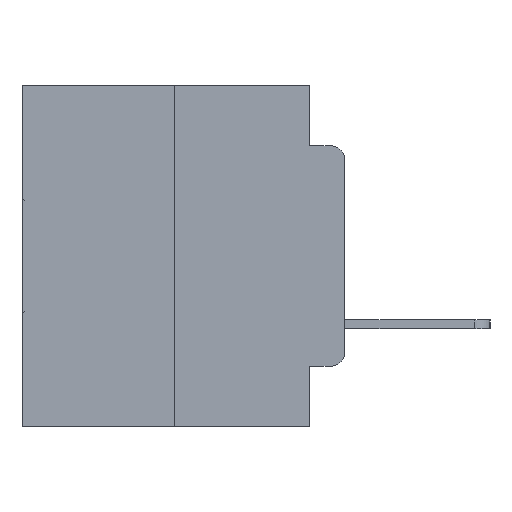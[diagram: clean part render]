
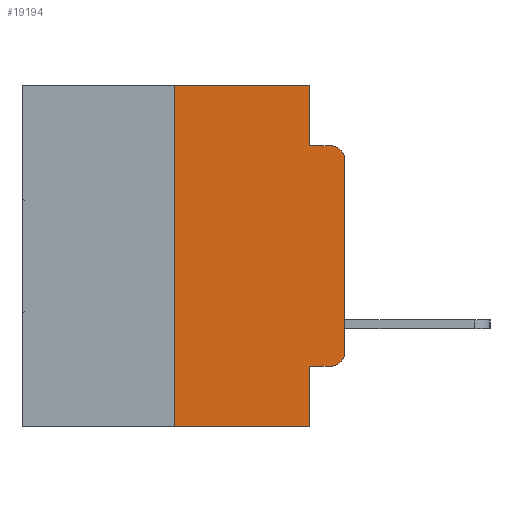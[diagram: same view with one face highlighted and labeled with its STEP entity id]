
A CAD part, left-side view. The second image highlights one B-rep face of the part: STEP entity #19194.
In plain terms, the highlighted planar face has unit normal (-1, 0, 0).
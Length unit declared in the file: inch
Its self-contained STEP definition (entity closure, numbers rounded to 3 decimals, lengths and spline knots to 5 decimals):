
#270 = VERTEX_POINT ( 'NONE', #24307 ) ;
#658 = CARTESIAN_POINT ( 'NONE',  ( 0., 0.051, 0. ) ) ;
#1259 = VERTEX_POINT ( 'NONE', #19042 ) ;
#1671 = CIRCLE ( 'NONE', #8457, 0.02 ) ;
#1689 = DIRECTION ( 'NONE',  ( 0., 0., -1. ) ) ;
#1837 = CARTESIAN_POINT ( 'NONE',  ( 0., 0.051, -0.4115 ) ) ;
#2056 = EDGE_CURVE ( 'NONE', #23040, #5803, #15097, .T. ) ;
#2333 = VERTEX_POINT ( 'NONE', #17651 ) ;
#3255 = VECTOR ( 'NONE', #15761, 39.37008 ) ;
#3369 = VECTOR ( 'NONE', #25623, 39.37008 ) ;
#3506 = CARTESIAN_POINT ( 'NONE',  ( 0., 0.051, -0.4115 ) ) ;
#3754 = VERTEX_POINT ( 'NONE', #22103 ) ;
#4335 = EDGE_CURVE ( 'NONE', #3754, #270, #16542, .T. ) ;
#4779 = EDGE_CURVE ( 'NONE', #1259, #3754, #10082, .T. ) ;
#5311 = EDGE_CURVE ( 'NONE', #5926, #18238, #23807, .T. ) ;
#5803 = VERTEX_POINT ( 'NONE', #25335 ) ;
#5926 = VERTEX_POINT ( 'NONE', #20611 ) ;
#6322 = LINE ( 'NONE', #23421, #11351 ) ;
#7203 = ORIENTED_EDGE ( 'NONE', *, *, #2056, .T. ) ;
#7975 = ORIENTED_EDGE ( 'NONE', *, *, #14504, .T. ) ;
#8061 = EDGE_CURVE ( 'NONE', #1259, #2333, #26724, .T. ) ;
#8457 = AXIS2_PLACEMENT_3D ( 'NONE', #8776, #23784, #10906 ) ;
#8480 = CARTESIAN_POINT ( 'NONE',  ( 0., 0., -0.3915 ) ) ;
#8776 = CARTESIAN_POINT ( 'NONE',  ( 0., 0.02, -0.3915 ) ) ;
#8832 = ORIENTED_EDGE ( 'NONE', *, *, #5311, .F. ) ;
#8998 = CARTESIAN_POINT ( 'NONE',  ( 0., 0.02, -0.4115 ) ) ;
#9790 = ORIENTED_EDGE ( 'NONE', *, *, #12517, .F. ) ;
#10082 = LINE ( 'NONE', #18236, #20899 ) ;
#10720 = ORIENTED_EDGE ( 'NONE', *, *, #4335, .F. ) ;
#10884 = EDGE_CURVE ( 'NONE', #17135, #15733, #14817, .T. ) ;
#10906 = DIRECTION ( 'NONE',  ( 0., 0., -1. ) ) ;
#11313 = CARTESIAN_POINT ( 'NONE',  ( 0., 0.02, -0.0885 ) ) ;
#11351 = VECTOR ( 'NONE', #21308, 39.37008 ) ;
#11641 = ORIENTED_EDGE ( 'NONE', *, *, #4779, .F. ) ;
#11717 = FACE_OUTER_BOUND ( 'NONE', #12335, .T. ) ;
#12100 = DIRECTION ( 'NONE',  ( 0., 0., 1. ) ) ;
#12335 = EDGE_LOOP ( 'NONE', ( #7203, #7975, #8832, #9790, #10720, #11641, #12552, #13423, #15471, #23822 ) ) ;
#12488 = CARTESIAN_POINT ( 'NONE',  ( 0., 0., 0. ) ) ;
#12517 = EDGE_CURVE ( 'NONE', #270, #5926, #6322, .T. ) ;
#12552 = ORIENTED_EDGE ( 'NONE', *, *, #8061, .T. ) ;
#12869 = CARTESIAN_POINT ( 'NONE',  ( 0., 0.02, -0.1085 ) ) ;
#13014 = DIRECTION ( 'NONE',  ( -1., 0., 0. ) ) ;
#13423 = ORIENTED_EDGE ( 'NONE', *, *, #20685, .F. ) ;
#13690 = DIRECTION ( 'NONE',  ( 0., -1., 0. ) ) ;
#14388 = DIRECTION ( 'NONE',  ( 0., -1., 0. ) ) ;
#14504 = EDGE_CURVE ( 'NONE', #5803, #18238, #23415, .T. ) ;
#14585 = DIRECTION ( 'NONE',  ( 1., 0., 0. ) ) ;
#14817 = LINE ( 'NONE', #1837, #3369 ) ;
#15073 = DIRECTION ( 'NONE',  ( 0., 0., -1. ) ) ;
#15097 = LINE ( 'NONE', #12488, #20165 ) ;
#15471 = ORIENTED_EDGE ( 'NONE', *, *, #10884, .T. ) ;
#15733 = VERTEX_POINT ( 'NONE', #8998 ) ;
#15761 = DIRECTION ( 'NONE',  ( 0., 0., -1. ) ) ;
#16542 = LINE ( 'NONE', #19408, #26606 ) ;
#17135 = VERTEX_POINT ( 'NONE', #3506 ) ;
#17258 = CARTESIAN_POINT ( 'NONE',  ( 0., 0.051, -0.0885 ) ) ;
#17651 = CARTESIAN_POINT ( 'NONE',  ( 0., 0.051, -0.5 ) ) ;
#18168 = VECTOR ( 'NONE', #22844, 39.37008 ) ;
#18236 = CARTESIAN_POINT ( 'NONE',  ( 0., 0.25, 0. ) ) ;
#18238 = VERTEX_POINT ( 'NONE', #11313 ) ;
#18708 = EDGE_CURVE ( 'NONE', #15733, #23040, #1671, .T. ) ;
#18728 = DIRECTION ( 'NONE',  ( 0., 0., 1. ) ) ;
#19042 = CARTESIAN_POINT ( 'NONE',  ( 0., 0.25, -0.5 ) ) ;
#19194 = ADVANCED_FACE ( 'NONE', ( #11717 ), #21020, .F. ) ;
#19408 = CARTESIAN_POINT ( 'NONE',  ( 0., 0.473, 0. ) ) ;
#19494 = AXIS2_PLACEMENT_3D ( 'NONE', #27491, #14585, #1689 ) ;
#20165 = VECTOR ( 'NONE', #12100, 39.37008 ) ;
#20611 = CARTESIAN_POINT ( 'NONE',  ( 0., 0.051, -0.0885 ) ) ;
#20685 = EDGE_CURVE ( 'NONE', #17135, #2333, #24749, .T. ) ;
#20899 = VECTOR ( 'NONE', #18728, 39.37008 ) ;
#21020 = PLANE ( 'NONE',  #19494 ) ;
#21030 = VECTOR ( 'NONE', #14388, 39.37008 ) ;
#21308 = DIRECTION ( 'NONE',  ( 0., 0., -1. ) ) ;
#22103 = CARTESIAN_POINT ( 'NONE',  ( 0., 0.25, 0. ) ) ;
#22844 = DIRECTION ( 'NONE',  ( 0., -1., 0. ) ) ;
#23040 = VERTEX_POINT ( 'NONE', #8480 ) ;
#23415 = CIRCLE ( 'NONE', #25601, 0.02 ) ;
#23421 = CARTESIAN_POINT ( 'NONE',  ( 0., 0.051, 0. ) ) ;
#23784 = DIRECTION ( 'NONE',  ( -1., 0., 0. ) ) ;
#23807 = LINE ( 'NONE', #17258, #18168 ) ;
#23822 = ORIENTED_EDGE ( 'NONE', *, *, #18708, .T. ) ;
#24307 = CARTESIAN_POINT ( 'NONE',  ( 0., 0.051, 0. ) ) ;
#24749 = LINE ( 'NONE', #658, #3255 ) ;
#25335 = CARTESIAN_POINT ( 'NONE',  ( 0., 0., -0.1085 ) ) ;
#25601 = AXIS2_PLACEMENT_3D ( 'NONE', #12869, #13014, #15073 ) ;
#25623 = DIRECTION ( 'NONE',  ( 0., -1., 0. ) ) ;
#26606 = VECTOR ( 'NONE', #13690, 39.37008 ) ;
#26724 = LINE ( 'NONE', #27299, #21030 ) ;
#27299 = CARTESIAN_POINT ( 'NONE',  ( 0., 0.473, -0.5 ) ) ;
#27491 = CARTESIAN_POINT ( 'NONE',  ( 0., 0.473, 0. ) ) ;
